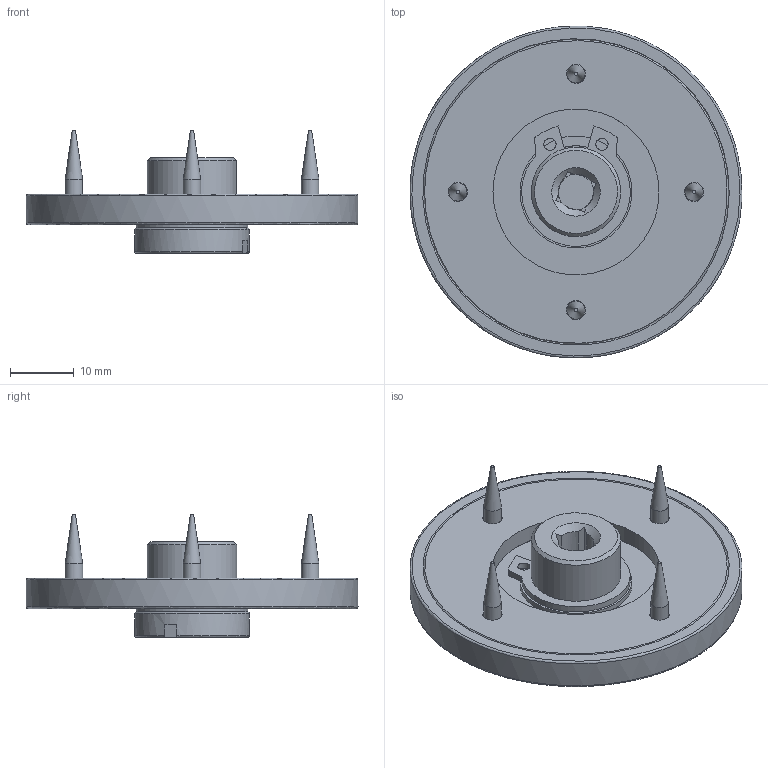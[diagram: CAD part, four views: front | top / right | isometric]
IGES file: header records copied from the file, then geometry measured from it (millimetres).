
Global section: file name: P8150-CR; native system: Autodesk Inventor 2020; preprocessor: unknown; author: mgibbs; date: 20190809.115841; units: millimetre
Bounding box: 51.99 x 52 x 19.26 mm (x, y, z)
Volume: 9998.2 mm3; surface area: 11435.8 mm2
Topology: 10 solids, 10 shells, 161 faces, 421 edges, 291 vertices
Faces by surface type: bspline 161
